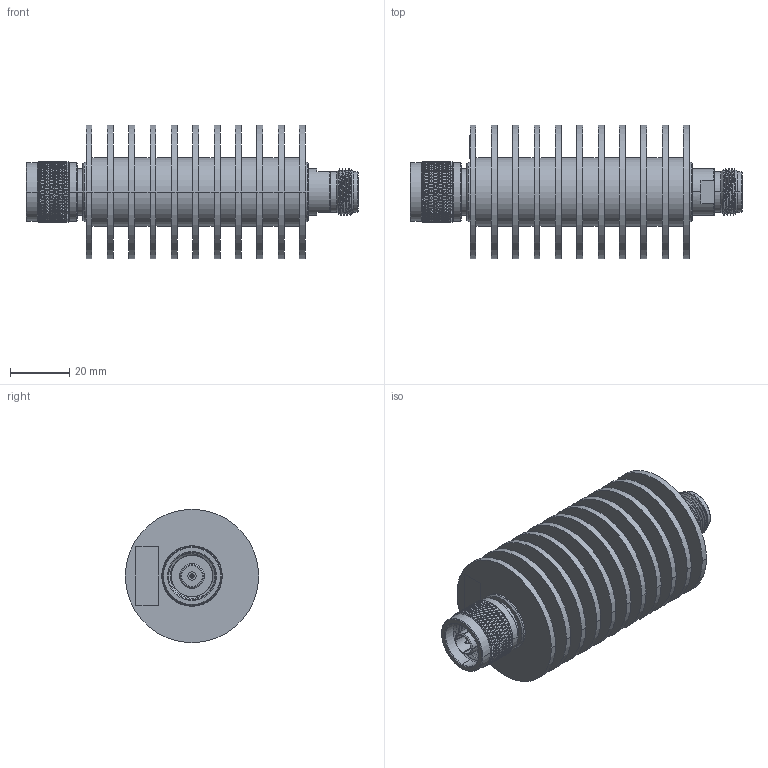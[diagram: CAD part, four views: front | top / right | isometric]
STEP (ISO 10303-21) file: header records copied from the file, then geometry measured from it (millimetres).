
FILE_DESCRIPTION (( 'STEP AP214' ), '1' );
FILE_NAME ('FMAT7580-3_3D.step', '2025-03-13T18:53:28', ( '' ), ( '' ), 'SwSTEP 2.0', 'SolidWorks 2022', '' );
FILE_SCHEMA (( 'AUTOMOTIVE_DESIGN' ));
Products named in the file (1): FMAT7580-3_3D
Bounding box: 112 x 45 x 45 mm (x, y, z)
Volume: 63745 mm3; surface area: 37821.4 mm2
Topology: 1 solids, 1 shells, 2428 faces, 5208 edges, 2817 vertices
Faces by surface type: bspline 1768, cylinder 547, plane 75, cone 38
Entity records: 88864 total; most frequent: CARTESIAN_POINT 56043, ORIENTED_EDGE 10416, EDGE_CURVE 5208, VERTEX_POINT 2817, EDGE_LOOP 2463, FACE_OUTER_BOUND 2428, ADVANCED_FACE 2428, DIRECTION 2287
